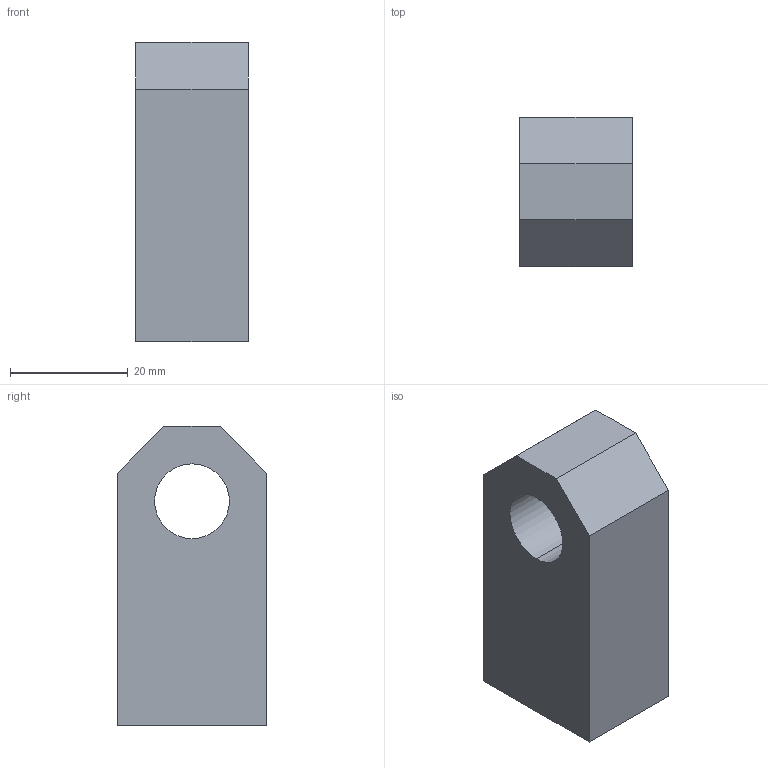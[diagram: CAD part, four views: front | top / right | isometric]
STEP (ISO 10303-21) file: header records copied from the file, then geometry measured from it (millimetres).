
FILE_DESCRIPTION (( 'STEP AP203' ), '1' );
FILE_NAME ('D2RE-1.step', '2020-09-03T19:33:55', ( '' ), ( '' ), 'SwSTEP 2.0', 'SolidWorks 2019', '' );
FILE_SCHEMA (( 'CONFIG_CONTROL_DESIGN' ));
Length unit declared in the file: inch
Products named in the file (1): D2RE-1
Bounding box: 19.05 x 25.4 x 50.8 mm (x, y, z)
Volume: 18926.8 mm3; surface area: 6492 mm2
Topology: 1 solids, 1 shells, 14 faces, 34 edges, 21 vertices
Faces by surface type: plane 8, cylinder 4, cone 2
Entity records: 479 total; most frequent: DIRECTION 70, CARTESIAN_POINT 68, ORIENTED_EDGE 64, EDGE_CURVE 32, LINE 24, VECTOR 24, AXIS2_PLACEMENT_3D 23, VERTEX_POINT 21
